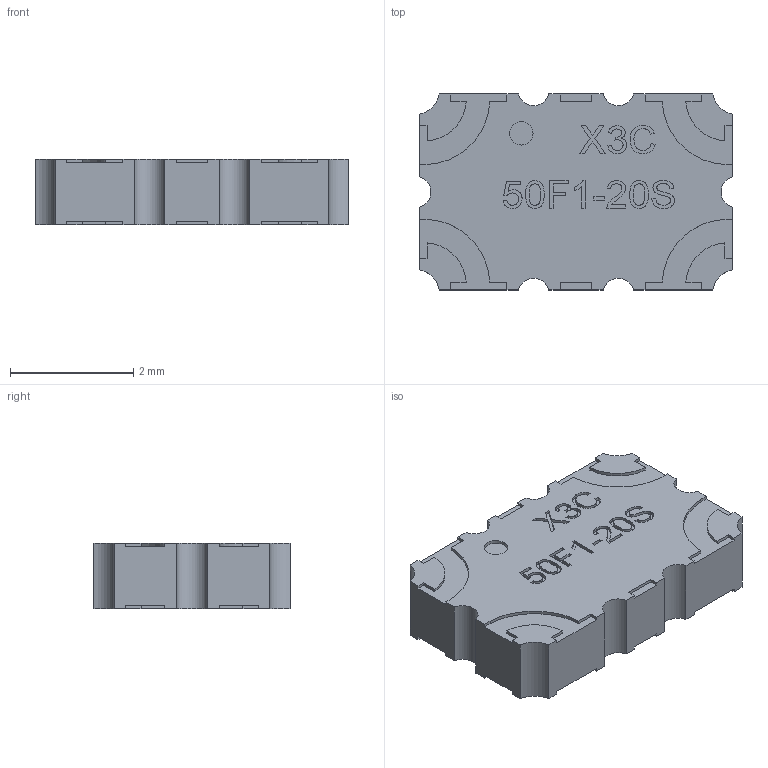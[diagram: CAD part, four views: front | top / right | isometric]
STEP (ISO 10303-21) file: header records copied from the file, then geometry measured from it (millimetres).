
FILE_DESCRIPTION (( 'STEP AP203' ), '1' );
FILE_NAME ('X3C50F1-20S.STEP', '2025-06-24T12:30:17', ( '' ), ( '' ), 'SwSTEP 2.0', 'SolidWorks 2023', '' );
FILE_SCHEMA (( 'CONFIG_CONTROL_DESIGN' ));
Length unit declared in the file: inch
Products named in the file (1): X3C50F1-20S
Bounding box: 5.08 x 3.17 x 1.07 mm (x, y, z)
Volume: 16.1 mm3; surface area: 51.2 mm2
Topology: 1 solids, 1 shells, 279 faces, 786 edges, 524 vertices
Faces by surface type: plane 176, bspline 80, cylinder 23
Entity records: 13521 total; most frequent: CARTESIAN_POINT 6726, ORIENTED_EDGE 1572, DIRECTION 1072, EDGE_CURVE 786, LINE 580, VECTOR 580, VERTEX_POINT 524, EDGE_LOOP 294
